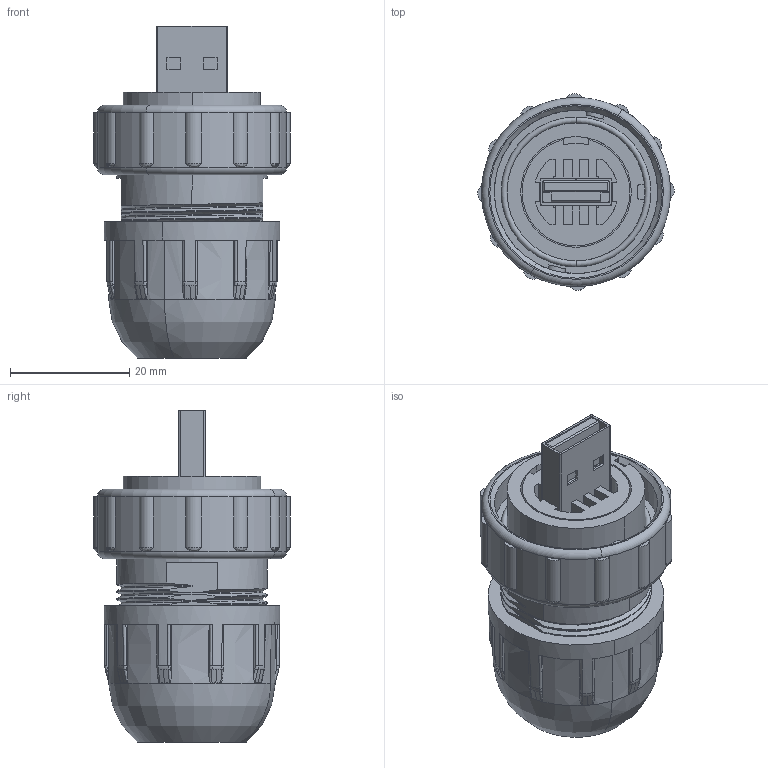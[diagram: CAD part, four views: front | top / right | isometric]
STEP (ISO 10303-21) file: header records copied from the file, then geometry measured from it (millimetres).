
FILE_DESCRIPTION (( 'STEP AP203' ), '1' );
FILE_NAME ('DCC-USBAB-150.STEP', '2015-05-04T20:50:59', ( '' ), ( '' ), 'SwSTEP 2.0', 'SolidWorks 2014', '' );
FILE_SCHEMA (( 'CONFIG_CONTROL_DESIGN' ));
Length unit declared in the file: inch
Products named in the file (1): DCC-USBAB-150
Bounding box: 33.01 x 33.02 x 55.75 mm (x, y, z)
Volume: 24581.3 mm3; surface area: 9638.1 mm2
Topology: 1 solids, 3 shells, 541 faces, 1450 edges, 921 vertices
Faces by surface type: plane 267, cylinder 111, bspline 98, torus 35, cone 30
Entity records: 21428 total; most frequent: CARTESIAN_POINT 8698, ORIENTED_EDGE 2848, DIRECTION 2355, EDGE_CURVE 1424, VERTEX_POINT 921, AXIS2_PLACEMENT_3D 807, VECTOR 741, LINE 741
